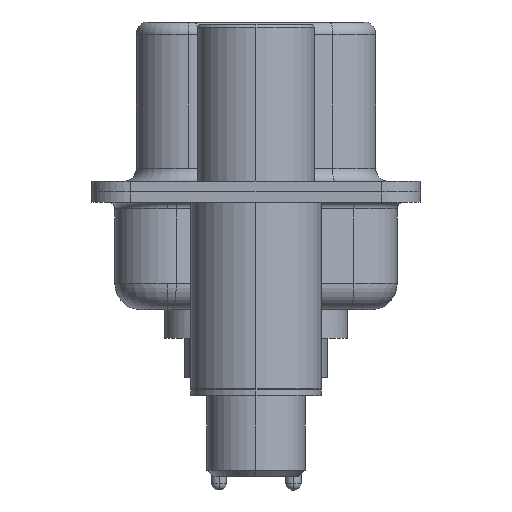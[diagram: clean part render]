
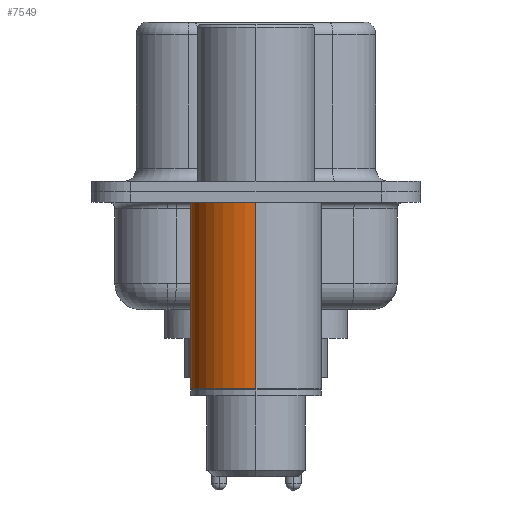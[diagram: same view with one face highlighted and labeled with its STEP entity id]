
A CAD part, left-side view. The second image highlights one B-rep face of the part: STEP entity #7549.
In plain terms, the highlighted cylindrical face has radius 2.5 mm (diameter 5 mm), a partial arc.
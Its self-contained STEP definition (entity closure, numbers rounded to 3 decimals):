
#552 = CARTESIAN_POINT ( 'NONE',  ( 2.5, 0., -0.4 ) ) ;
#1164 = VERTEX_POINT ( 'NONE', #552 ) ;
#1213 = VERTEX_POINT ( 'NONE', #12249 ) ;
#1535 = AXIS2_PLACEMENT_3D ( 'NONE', #11838, #8533, #8259 ) ;
#2158 = CIRCLE ( 'NONE', #1535, 2.5 ) ;
#2776 = DIRECTION ( 'NONE',  ( 1., 0., 0. ) ) ;
#3970 = CARTESIAN_POINT ( 'NONE',  ( 0., 0., 0.581 ) ) ;
#4444 = LINE ( 'NONE', #5457, #11403 ) ;
#5457 = CARTESIAN_POINT ( 'NONE',  ( -2.5, 0., 0.581 ) ) ;
#7549 = ADVANCED_FACE ( 'NONE', ( #19896 ), #9851, .T. ) ;
#7627 = CARTESIAN_POINT ( 'NONE',  ( 0., 0., -7.525 ) ) ;
#8259 = DIRECTION ( 'NONE',  ( 1., 0., 0. ) ) ;
#8357 = AXIS2_PLACEMENT_3D ( 'NONE', #3970, #18628, #13678 ) ;
#8533 = DIRECTION ( 'NONE',  ( 0., 0., 1. ) ) ;
#8706 = VERTEX_POINT ( 'NONE', #13076 ) ;
#8880 = ORIENTED_EDGE ( 'NONE', *, *, #10852, .F. ) ;
#9548 = EDGE_CURVE ( 'NONE', #1213, #1164, #14425, .T. ) ;
#9851 = CYLINDRICAL_SURFACE ( 'NONE', #8357, 2.5 ) ;
#10085 = CARTESIAN_POINT ( 'NONE',  ( -2.5, 0., -0.4 ) ) ;
#10852 = EDGE_CURVE ( 'NONE', #1164, #11347, #2158, .T. ) ;
#10911 = CARTESIAN_POINT ( 'NONE',  ( 2.5, 0., 0.581 ) ) ;
#11347 = VERTEX_POINT ( 'NONE', #10085 ) ;
#11403 = VECTOR ( 'NONE', #18463, 1000. ) ;
#11838 = CARTESIAN_POINT ( 'NONE',  ( 0., 0., -0.4 ) ) ;
#11868 = EDGE_CURVE ( 'NONE', #1213, #8706, #19115, .T. ) ;
#12175 = EDGE_CURVE ( 'NONE', #8706, #11347, #4444, .T. ) ;
#12249 = CARTESIAN_POINT ( 'NONE',  ( 2.5, 0., -7.525 ) ) ;
#12475 = AXIS2_PLACEMENT_3D ( 'NONE', #7627, #20906, #2776 ) ;
#12974 = ORIENTED_EDGE ( 'NONE', *, *, #11868, .T. ) ;
#13076 = CARTESIAN_POINT ( 'NONE',  ( -2.5, 0., -7.525 ) ) ;
#13293 = ORIENTED_EDGE ( 'NONE', *, *, #12175, .T. ) ;
#13678 = DIRECTION ( 'NONE',  ( 1., 0., 0. ) ) ;
#14425 = LINE ( 'NONE', #10911, #15463 ) ;
#15463 = VECTOR ( 'NONE', #15792, 1000. ) ;
#15792 = DIRECTION ( 'NONE',  ( 0., 0., 1. ) ) ;
#18463 = DIRECTION ( 'NONE',  ( 0., 0., 1. ) ) ;
#18628 = DIRECTION ( 'NONE',  ( 0., 0., 1. ) ) ;
#19115 = CIRCLE ( 'NONE', #12475, 2.5 ) ;
#19896 = FACE_OUTER_BOUND ( 'NONE', #20152, .T. ) ;
#20152 = EDGE_LOOP ( 'NONE', ( #12974, #13293, #8880, #21209 ) ) ;
#20906 = DIRECTION ( 'NONE',  ( 0., 0., 1. ) ) ;
#21209 = ORIENTED_EDGE ( 'NONE', *, *, #9548, .F. ) ;
